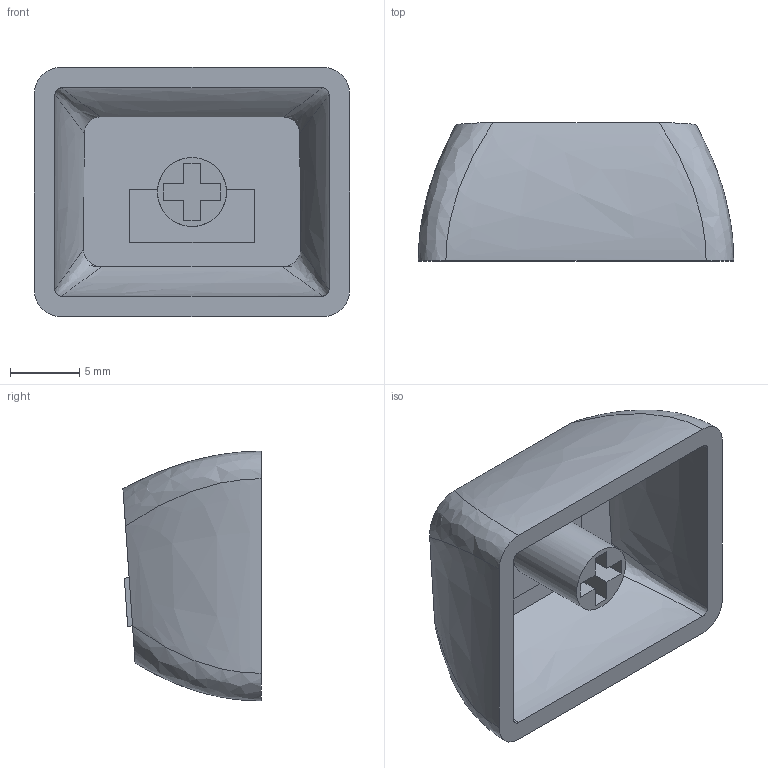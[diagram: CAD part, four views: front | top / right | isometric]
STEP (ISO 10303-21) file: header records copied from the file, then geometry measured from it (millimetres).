
FILE_DESCRIPTION(/* description */ (''),/* implementation_level */ '2;1');
FILE_NAME(/* name */ 'Menu_1.25.step',/* time_stamp */ '2022-04-14T17:01:51-03:00',/* author */ (''),/* organization */ (''),/* preprocessor_version */ 'ST-DEVELOPER v18.1',/* originating_system */ 'Autodesk Translation Framework v10.14.0.1471',/* authorisation */ '');
FILE_SCHEMA (('AUTOMOTIVE_DESIGN { 1 0 10303 214 3 1 1 }'));
Length unit declared in the file: millimetre
Products named in the file (1): Menu_1.25
Bounding box: 22.86 x 10.01 x 18.1 mm (x, y, z)
Volume: 1328.9 mm3; surface area: 2232.3 mm2
Topology: 2 solids, 2 shells, 143 faces, 399 edges, 266 vertices
Faces by surface type: plane 114, bspline 28, cylinder 1
Full cylindrical faces by diameter (mm): 5 x1
Entity records: 5415 total; most frequent: CARTESIAN_POINT 1885, ORIENTED_EDGE 798, DIRECTION 579, EDGE_CURVE 399, LINE 319, VECTOR 319, VERTEX_POINT 266, EDGE_LOOP 157
